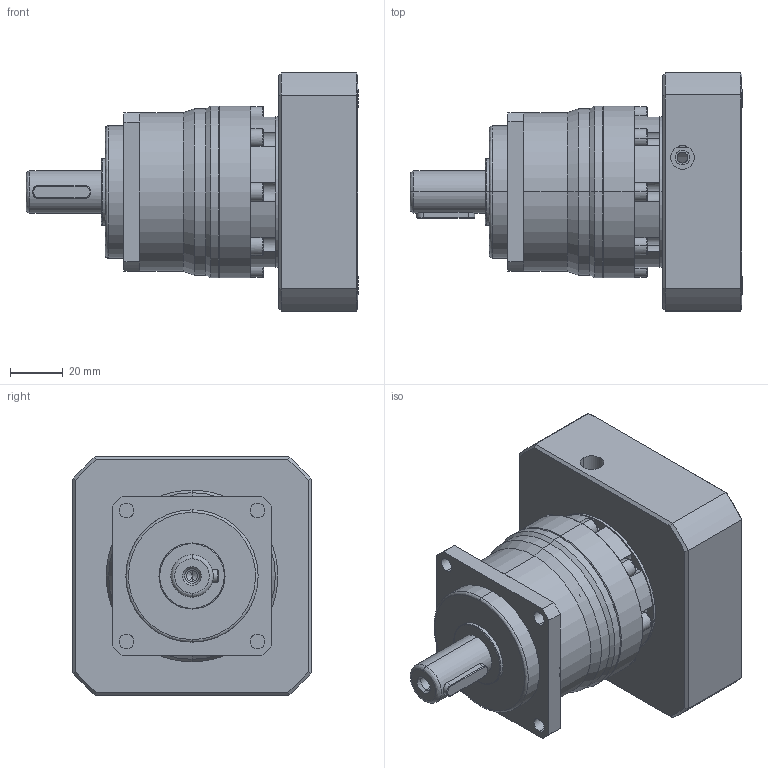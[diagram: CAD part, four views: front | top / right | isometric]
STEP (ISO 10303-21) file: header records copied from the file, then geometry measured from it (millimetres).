
FILE_DESCRIPTION (( 'STEP AP214' ), '1' );
FILE_NAME ('PB060-L1-19-80-100M6.STEP', '2022-02-12T07:42:36', ( 'admin' ), ( '' ), 'SwSTEP 2.0', 'SolidWorks 2013', '' );
FILE_SCHEMA (( 'AUTOMOTIVE_DESIGN' ));
Length unit declared in the file: millimetre
Products named in the file (4): PB060-80-100M6; PB060_X2_58F34F537AEF_X0_-19; PB060_X2_8F9351FA7AEF_X0_; PB060-L1-19-80-100M6
Assembly tree (3 placements, depth 2):
  PB060-L1-19-80-100M6
    PB060_X2_8F9351FA7AEF_X0_
    PB060_X2_58F34F537AEF_X0_-19
    PB060-80-100M6
Bounding box: 125.5 x 90 x 90 mm (x, y, z)
Volume: 359448.2 mm3; surface area: 71289.3 mm2
Topology: 3 solids, 4 shells, 496 faces, 1195 edges, 707 vertices
Faces by surface type: cylinder 183, plane 176, cone 112, bspline 25
Entity records: 20577 total; most frequent: CARTESIAN_POINT 3606, DIRECTION 2458, ORIENTED_EDGE 2282, EDGE_CURVE 1141, AXIS2_PLACEMENT_3D 933, VERTEX_POINT 707, VECTOR 592, LINE 592
